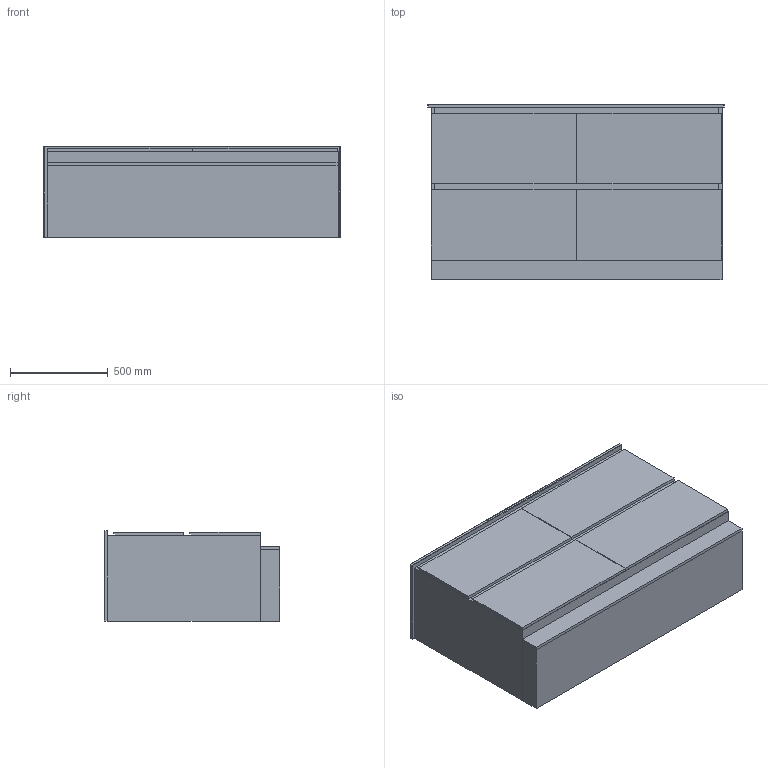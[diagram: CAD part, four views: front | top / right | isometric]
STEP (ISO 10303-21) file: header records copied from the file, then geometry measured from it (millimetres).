
FILE_DESCRIPTION (( 'STEP AP214' ), '1' );
FILE_NAME ('1500C.STEP', '2022-07-25T04:43:29', ( '' ), ( '' ), 'SwSTEP 2.0', 'SolidWorks 2021', '' );
FILE_SCHEMA (( 'AUTOMOTIVE_DESIGN' ));
Length unit declared in the file: millimetre
Products named in the file (6): Spirit Ceramic ALL; Spirit Overflow Ring; Domaine All Drawer 1500 Double WK; Spirit 1500 Ceramic; 1500C
Assembly tree (5 placements, depth 4):
  1500C
    Domaine All Drawer 1500 Double WK
    Spirit Ceramic ALL
      Spirit 1500 Ceramic
        Spirit 1500 Ceramic
        Spirit Overflow Ring
Bounding box: 1515 x 898.1 x 465 mm (x, y, z)
Volume: 144289711.7 mm3; surface area: 13042653.7 mm2
Topology: 10 solids, 10 shells, 227 faces, 515 edges, 292 vertices
Faces by surface type: plane 103, cylinder 72, torus 26, sphere 16, bspline 8, cone 2
Entity records: 6956 total; most frequent: CARTESIAN_POINT 1624, DIRECTION 1103, ORIENTED_EDGE 990, EDGE_CURVE 495, AXIS2_PLACEMENT_3D 405, VECTOR 293, LINE 293, VERTEX_POINT 292
